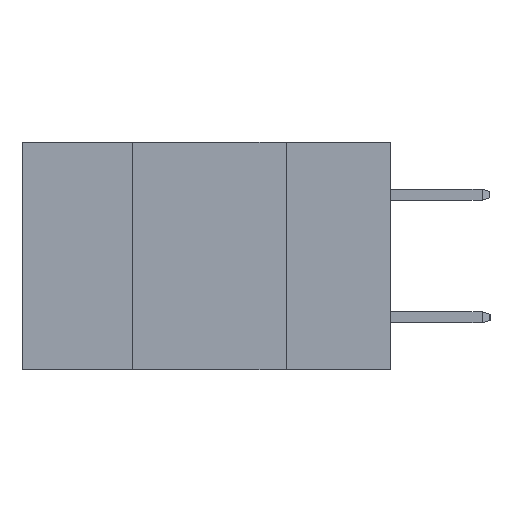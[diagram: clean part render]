
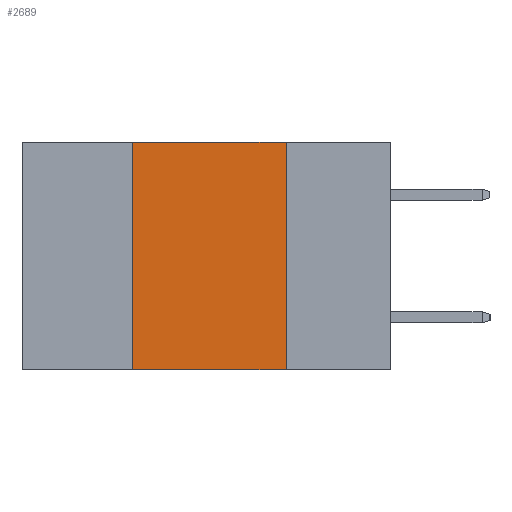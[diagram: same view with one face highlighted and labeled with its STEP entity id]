
A CAD part, left-side view. The second image highlights one B-rep face of the part: STEP entity #2689.
In plain terms, the highlighted planar face has unit normal (-1, 0, 0).
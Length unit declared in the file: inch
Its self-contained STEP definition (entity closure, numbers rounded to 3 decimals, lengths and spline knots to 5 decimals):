
#503 = AXIS2_PLACEMENT_3D ( 'NONE', #8559, #12602, #9510 ) ;
#620 = DIRECTION ( 'NONE',  ( 0., 0., -1. ) ) ;
#876 = DIRECTION ( 'NONE',  ( 0., -1., 0. ) ) ;
#1118 = ORIENTED_EDGE ( 'NONE', *, *, #9407, .F. ) ;
#1370 = ORIENTED_EDGE ( 'NONE', *, *, #3651, .T. ) ;
#1489 = CARTESIAN_POINT ( 'NONE',  ( 0., 0.17, 0. ) ) ;
#1541 = VECTOR ( 'NONE', #11341, 39.37008 ) ;
#1727 = VECTOR ( 'NONE', #7949, 39.37008 ) ;
#2063 = FACE_OUTER_BOUND ( 'NONE', #3259, .T. ) ;
#2689 = ADVANCED_FACE ( 'NONE', ( #2063 ), #8189, .F. ) ;
#3065 = VECTOR ( 'NONE', #876, 39.37008 ) ;
#3259 = EDGE_LOOP ( 'NONE', ( #8354, #7802, #1118, #1370 ) ) ;
#3651 = EDGE_CURVE ( 'NONE', #4187, #7909, #13475, .T. ) ;
#4187 = VERTEX_POINT ( 'NONE', #6626 ) ;
#4318 = CARTESIAN_POINT ( 'NONE',  ( 0., 0.42, 0. ) ) ;
#4892 = CARTESIAN_POINT ( 'NONE',  ( 0., 0.17, -0.37 ) ) ;
#5323 = VERTEX_POINT ( 'NONE', #4318 ) ;
#5962 = CARTESIAN_POINT ( 'NONE',  ( 0., 0.42, 0. ) ) ;
#6626 = CARTESIAN_POINT ( 'NONE',  ( 0., 0.42, -0.37 ) ) ;
#6990 = LINE ( 'NONE', #5962, #1541 ) ;
#7802 = ORIENTED_EDGE ( 'NONE', *, *, #8578, .F. ) ;
#7909 = VERTEX_POINT ( 'NONE', #4892 ) ;
#7949 = DIRECTION ( 'NONE',  ( 0., -1., 0. ) ) ;
#8189 = PLANE ( 'NONE',  #503 ) ;
#8354 = ORIENTED_EDGE ( 'NONE', *, *, #11496, .F. ) ;
#8559 = CARTESIAN_POINT ( 'NONE',  ( 0., 0.6, 0. ) ) ;
#8578 = EDGE_CURVE ( 'NONE', #5323, #8850, #10530, .T. ) ;
#8850 = VERTEX_POINT ( 'NONE', #1489 ) ;
#9262 = VECTOR ( 'NONE', #620, 39.37008 ) ;
#9407 = EDGE_CURVE ( 'NONE', #4187, #5323, #6990, .T. ) ;
#9510 = DIRECTION ( 'NONE',  ( 0., 0., -1. ) ) ;
#10530 = LINE ( 'NONE', #13583, #3065 ) ;
#10874 = LINE ( 'NONE', #12321, #9262 ) ;
#11341 = DIRECTION ( 'NONE',  ( 0., 0., 1. ) ) ;
#11496 = EDGE_CURVE ( 'NONE', #8850, #7909, #10874, .T. ) ;
#12321 = CARTESIAN_POINT ( 'NONE',  ( 0., 0.17, 0. ) ) ;
#12602 = DIRECTION ( 'NONE',  ( 1., 0., 0. ) ) ;
#13475 = LINE ( 'NONE', #13667, #1727 ) ;
#13583 = CARTESIAN_POINT ( 'NONE',  ( 0., 0.6, 0. ) ) ;
#13667 = CARTESIAN_POINT ( 'NONE',  ( 0., 0.6, -0.37 ) ) ;
